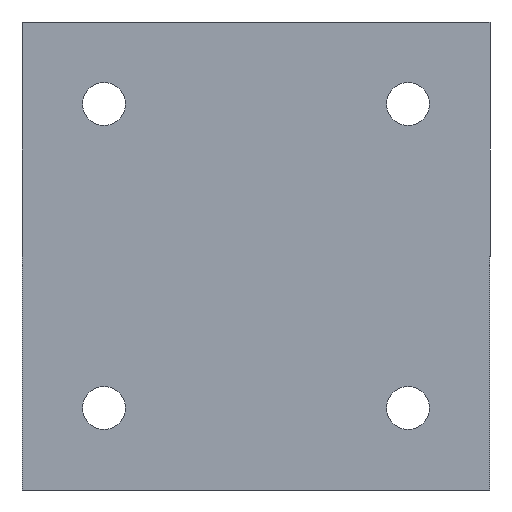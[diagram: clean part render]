
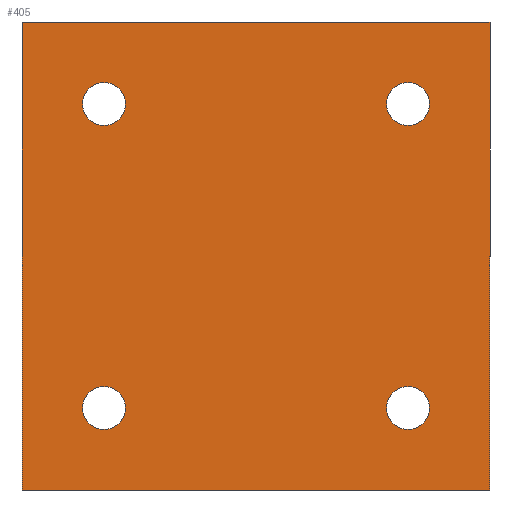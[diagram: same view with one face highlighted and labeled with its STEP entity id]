
A CAD part, front view. The second image highlights one B-rep face of the part: STEP entity #405.
In plain terms, the highlighted planar face has unit normal (0, -1, 0).
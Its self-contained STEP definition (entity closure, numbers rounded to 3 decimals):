
#1 = AXIS2_PLACEMENT_3D ( 'NONE', #309, #263, #189 ) ;
#12 = ORIENTED_EDGE ( 'NONE', *, *, #140, .T. ) ;
#14 = CARTESIAN_POINT ( 'NONE',  ( -60., -3., 60. ) ) ;
#15 = VERTEX_POINT ( 'NONE', #381 ) ;
#25 = AXIS2_PLACEMENT_3D ( 'NONE', #415, #265, #428 ) ;
#26 = DIRECTION ( 'NONE',  ( 0., 0., 1. ) ) ;
#29 = DIRECTION ( 'NONE',  ( 0., 0., 1. ) ) ;
#30 = ORIENTED_EDGE ( 'NONE', *, *, #230, .T. ) ;
#34 = DIRECTION ( 'NONE',  ( -1., 0., 0. ) ) ;
#43 = CARTESIAN_POINT ( 'NONE',  ( 39., -3., -33.5 ) ) ;
#51 = CARTESIAN_POINT ( 'NONE',  ( -39., -3., -44.5 ) ) ;
#76 = CARTESIAN_POINT ( 'NONE',  ( -39., -3., -33.5 ) ) ;
#81 = EDGE_CURVE ( 'NONE', #367, #414, #90, .T. ) ;
#88 = VECTOR ( 'NONE', #34, 1000. ) ;
#89 = VERTEX_POINT ( 'NONE', #332 ) ;
#90 = LINE ( 'NONE', #177, #280 ) ;
#91 = CARTESIAN_POINT ( 'NONE',  ( 39., -3., 33.5 ) ) ;
#92 = EDGE_CURVE ( 'NONE', #512, #103, #289, .T. ) ;
#94 = ORIENTED_EDGE ( 'NONE', *, *, #532, .T. ) ;
#101 = CARTESIAN_POINT ( 'NONE',  ( 39., -3., 39. ) ) ;
#103 = VERTEX_POINT ( 'NONE', #43 ) ;
#109 = CIRCLE ( 'NONE', #499, 5.5 ) ;
#113 = CARTESIAN_POINT ( 'NONE',  ( 0., -3., 0. ) ) ;
#136 = DIRECTION ( 'NONE',  ( 0., 0., 1. ) ) ;
#140 = EDGE_CURVE ( 'NONE', #344, #294, #262, .T. ) ;
#166 = FACE_BOUND ( 'NONE', #458, .T. ) ;
#170 = DIRECTION ( 'NONE',  ( 0., 0., 1. ) ) ;
#177 = CARTESIAN_POINT ( 'NONE',  ( 60., -3., -60. ) ) ;
#178 = AXIS2_PLACEMENT_3D ( 'NONE', #183, #311, #136 ) ;
#182 = CARTESIAN_POINT ( 'NONE',  ( 39., -3., -44.5 ) ) ;
#183 = CARTESIAN_POINT ( 'NONE',  ( 39., -3., 39. ) ) ;
#189 = DIRECTION ( 'NONE',  ( 0., 0., 1. ) ) ;
#190 = CIRCLE ( 'NONE', #25, 5.5 ) ;
#199 = ORIENTED_EDGE ( 'NONE', *, *, #445, .T. ) ;
#201 = CARTESIAN_POINT ( 'NONE',  ( -39., -3., 44.5 ) ) ;
#209 = EDGE_CURVE ( 'NONE', #460, #488, #389, .T. ) ;
#211 = CARTESIAN_POINT ( 'NONE',  ( -60., -3., -60. ) ) ;
#214 = DIRECTION ( 'NONE',  ( 0., 0., 1. ) ) ;
#218 = CIRCLE ( 'NONE', #330, 5.5 ) ;
#221 = ORIENTED_EDGE ( 'NONE', *, *, #270, .T. ) ;
#222 = EDGE_CURVE ( 'NONE', #226, #367, #426, .T. ) ;
#226 = VERTEX_POINT ( 'NONE', #14 ) ;
#228 = DIRECTION ( 'NONE',  ( 0., 1., 0. ) ) ;
#230 = EDGE_CURVE ( 'NONE', #361, #15, #306, .T. ) ;
#239 = DIRECTION ( 'NONE',  ( 0., 1., 0. ) ) ;
#241 = ORIENTED_EDGE ( 'NONE', *, *, #81, .F. ) ;
#248 = EDGE_LOOP ( 'NONE', ( #521, #221 ) ) ;
#249 = VECTOR ( 'NONE', #431, 1000. ) ;
#262 = CIRCLE ( 'NONE', #1, 5.5 ) ;
#263 = DIRECTION ( 'NONE',  ( 0., 1., 0. ) ) ;
#265 = DIRECTION ( 'NONE',  ( 0., 1., 0. ) ) ;
#268 = CARTESIAN_POINT ( 'NONE',  ( -60., -3., -60. ) ) ;
#270 = EDGE_CURVE ( 'NONE', #488, #460, #218, .T. ) ;
#272 = AXIS2_PLACEMENT_3D ( 'NONE', #276, #239, #26 ) ;
#276 = CARTESIAN_POINT ( 'NONE',  ( 39., -3., -39. ) ) ;
#278 = CARTESIAN_POINT ( 'NONE',  ( 60., -3., 60. ) ) ;
#280 = VECTOR ( 'NONE', #293, 1000. ) ;
#282 = DIRECTION ( 'NONE',  ( 0., 1., 0. ) ) ;
#289 = CIRCLE ( 'NONE', #304, 5.5 ) ;
#291 = DIRECTION ( 'NONE',  ( 0., 1., 0. ) ) ;
#293 = DIRECTION ( 'NONE',  ( 0., 0., -1. ) ) ;
#294 = VERTEX_POINT ( 'NONE', #51 ) ;
#304 = AXIS2_PLACEMENT_3D ( 'NONE', #500, #423, #214 ) ;
#306 = CIRCLE ( 'NONE', #313, 5.5 ) ;
#307 = EDGE_CURVE ( 'NONE', #89, #226, #343, .T. ) ;
#308 = DIRECTION ( 'NONE',  ( 0., 0., 1. ) ) ;
#309 = CARTESIAN_POINT ( 'NONE',  ( -39., -3., -39. ) ) ;
#311 = DIRECTION ( 'NONE',  ( 0., 1., 0. ) ) ;
#313 = AXIS2_PLACEMENT_3D ( 'NONE', #436, #228, #308 ) ;
#320 = LINE ( 'NONE', #211, #88 ) ;
#326 = FACE_BOUND ( 'NONE', #455, .T. ) ;
#330 = AXIS2_PLACEMENT_3D ( 'NONE', #101, #340, #465 ) ;
#332 = CARTESIAN_POINT ( 'NONE',  ( -60., -3., -60. ) ) ;
#340 = DIRECTION ( 'NONE',  ( 0., 1., 0. ) ) ;
#343 = LINE ( 'NONE', #268, #249 ) ;
#344 = VERTEX_POINT ( 'NONE', #76 ) ;
#345 = EDGE_CURVE ( 'NONE', #414, #89, #320, .T. ) ;
#361 = VERTEX_POINT ( 'NONE', #201 ) ;
#367 = VERTEX_POINT ( 'NONE', #278 ) ;
#369 = CIRCLE ( 'NONE', #272, 5.5 ) ;
#370 = FACE_OUTER_BOUND ( 'NONE', #427, .T. ) ;
#381 = CARTESIAN_POINT ( 'NONE',  ( -39., -3., 33.5 ) ) ;
#387 = CARTESIAN_POINT ( 'NONE',  ( -60., -3., 60. ) ) ;
#389 = CIRCLE ( 'NONE', #178, 5.5 ) ;
#396 = FACE_BOUND ( 'NONE', #248, .T. ) ;
#400 = ORIENTED_EDGE ( 'NONE', *, *, #345, .F. ) ;
#403 = CARTESIAN_POINT ( 'NONE',  ( 60., -3., -60. ) ) ;
#405 = ADVANCED_FACE ( 'NONE', ( #370, #520, #166, #396, #326 ), #524, .F. ) ;
#407 = ORIENTED_EDGE ( 'NONE', *, *, #92, .T. ) ;
#413 = CARTESIAN_POINT ( 'NONE',  ( -39., -3., 39. ) ) ;
#414 = VERTEX_POINT ( 'NONE', #403 ) ;
#415 = CARTESIAN_POINT ( 'NONE',  ( -39., -3., -39. ) ) ;
#423 = DIRECTION ( 'NONE',  ( 0., 1., 0. ) ) ;
#426 = LINE ( 'NONE', #387, #468 ) ;
#427 = EDGE_LOOP ( 'NONE', ( #241, #448, #527, #400 ) ) ;
#428 = DIRECTION ( 'NONE',  ( 0., 0., 1. ) ) ;
#431 = DIRECTION ( 'NONE',  ( 0., 0., 1. ) ) ;
#436 = CARTESIAN_POINT ( 'NONE',  ( -39., -3., 39. ) ) ;
#445 = EDGE_CURVE ( 'NONE', #103, #512, #369, .T. ) ;
#448 = ORIENTED_EDGE ( 'NONE', *, *, #222, .F. ) ;
#450 = EDGE_LOOP ( 'NONE', ( #94, #12 ) ) ;
#455 = EDGE_LOOP ( 'NONE', ( #407, #199 ) ) ;
#458 = EDGE_LOOP ( 'NONE', ( #463, #30 ) ) ;
#459 = EDGE_CURVE ( 'NONE', #15, #361, #109, .T. ) ;
#460 = VERTEX_POINT ( 'NONE', #91 ) ;
#463 = ORIENTED_EDGE ( 'NONE', *, *, #459, .T. ) ;
#465 = DIRECTION ( 'NONE',  ( 0., 0., 1. ) ) ;
#467 = CARTESIAN_POINT ( 'NONE',  ( 39., -3., 44.5 ) ) ;
#468 = VECTOR ( 'NONE', #472, 1000. ) ;
#472 = DIRECTION ( 'NONE',  ( 1., 0., 0. ) ) ;
#488 = VERTEX_POINT ( 'NONE', #467 ) ;
#499 = AXIS2_PLACEMENT_3D ( 'NONE', #413, #291, #170 ) ;
#500 = CARTESIAN_POINT ( 'NONE',  ( 39., -3., -39. ) ) ;
#512 = VERTEX_POINT ( 'NONE', #182 ) ;
#516 = AXIS2_PLACEMENT_3D ( 'NONE', #113, #282, #29 ) ;
#520 = FACE_BOUND ( 'NONE', #450, .T. ) ;
#521 = ORIENTED_EDGE ( 'NONE', *, *, #209, .T. ) ;
#524 = PLANE ( 'NONE',  #516 ) ;
#527 = ORIENTED_EDGE ( 'NONE', *, *, #307, .F. ) ;
#532 = EDGE_CURVE ( 'NONE', #294, #344, #190, .T. ) ;
